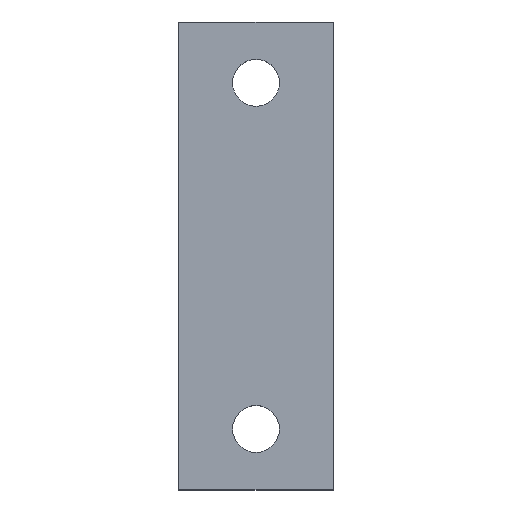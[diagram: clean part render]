
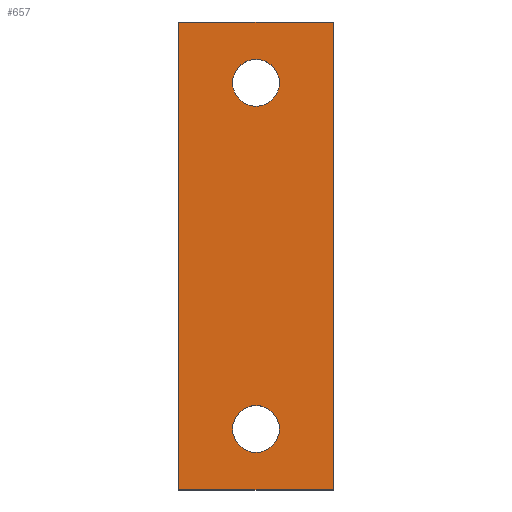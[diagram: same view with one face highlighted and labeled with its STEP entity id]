
A CAD part, top view. The second image highlights one B-rep face of the part: STEP entity #657.
In plain terms, the highlighted planar face has unit normal (0, 0, 1).
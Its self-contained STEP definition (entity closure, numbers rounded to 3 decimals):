
#7 = CARTESIAN_POINT ( 'NONE',  ( -2.724, 28.407, 11.655 ) ) ;
#20 = DIRECTION ( 'NONE',  ( 0., -1., 0. ) ) ;
#30 = CARTESIAN_POINT ( 'NONE',  ( -2.724, -8.593, 11.655 ) ) ;
#46 = EDGE_CURVE ( 'NONE', #732, #205, #460, .T. ) ;
#51 = CARTESIAN_POINT ( 'NONE',  ( -2.724, 28.407, 11.655 ) ) ;
#60 = VERTEX_POINT ( 'NONE', #121 ) ;
#70 = VERTEX_POINT ( 'NONE', #994 ) ;
#77 = EDGE_LOOP ( 'NONE', ( #969, #867 ) ) ;
#91 = AXIS2_PLACEMENT_3D ( 'NONE', #51, #739, #763 ) ;
#110 = ORIENTED_EDGE ( 'NONE', *, *, #945, .T. ) ;
#119 = EDGE_CURVE ( 'NONE', #70, #60, #339, .T. ) ;
#121 = CARTESIAN_POINT ( 'NONE',  ( -10.974, 34.907, 11.655 ) ) ;
#127 = EDGE_CURVE ( 'NONE', #837, #70, #682, .T. ) ;
#131 = CARTESIAN_POINT ( 'NONE',  ( -2.724, -8.593, 11.655 ) ) ;
#133 = VERTEX_POINT ( 'NONE', #409 ) ;
#147 = EDGE_CURVE ( 'NONE', #340, #837, #155, .T. ) ;
#155 = LINE ( 'NONE', #426, #217 ) ;
#159 = FACE_OUTER_BOUND ( 'NONE', #415, .T. ) ;
#190 = ORIENTED_EDGE ( 'NONE', *, *, #822, .F. ) ;
#205 = VERTEX_POINT ( 'NONE', #1034 ) ;
#216 = EDGE_LOOP ( 'NONE', ( #774, #190 ) ) ;
#217 = VECTOR ( 'NONE', #231, 1000. ) ;
#229 = CIRCLE ( 'NONE', #962, 2.5 ) ;
#231 = DIRECTION ( 'NONE',  ( 1., 0., 0. ) ) ;
#246 = ORIENTED_EDGE ( 'NONE', *, *, #127, .T. ) ;
#253 = ORIENTED_EDGE ( 'NONE', *, *, #119, .T. ) ;
#303 = DIRECTION ( 'NONE',  ( 0., 0., 1. ) ) ;
#339 = LINE ( 'NONE', #853, #439 ) ;
#340 = VERTEX_POINT ( 'NONE', #794 ) ;
#348 = CARTESIAN_POINT ( 'NONE',  ( -0.224, 28.407, 11.655 ) ) ;
#384 = CARTESIAN_POINT ( 'NONE',  ( -10.974, 34.907, 11.655 ) ) ;
#409 = CARTESIAN_POINT ( 'NONE',  ( -0.224, -8.593, 11.655 ) ) ;
#415 = EDGE_LOOP ( 'NONE', ( #110, #633, #246, #253 ) ) ;
#425 = CARTESIAN_POINT ( 'NONE',  ( 0., 0., 11.655 ) ) ;
#426 = CARTESIAN_POINT ( 'NONE',  ( -10.974, -15.093, 11.655 ) ) ;
#439 = VECTOR ( 'NONE', #517, 1000. ) ;
#460 = CIRCLE ( 'NONE', #91, 2.5 ) ;
#516 = FACE_BOUND ( 'NONE', #77, .T. ) ;
#517 = DIRECTION ( 'NONE',  ( -1., 0., 0. ) ) ;
#575 = DIRECTION ( 'NONE',  ( 1., 0., 0. ) ) ;
#596 = FACE_BOUND ( 'NONE', #216, .T. ) ;
#608 = AXIS2_PLACEMENT_3D ( 'NONE', #131, #303, #575 ) ;
#624 = DIRECTION ( 'NONE',  ( 0., 0., 1. ) ) ;
#633 = ORIENTED_EDGE ( 'NONE', *, *, #147, .T. ) ;
#638 = DIRECTION ( 'NONE',  ( 0., 0., 1. ) ) ;
#643 = CARTESIAN_POINT ( 'NONE',  ( 5.526, -15.093, 11.655 ) ) ;
#657 = ADVANCED_FACE ( 'NONE', ( #596, #159, #516 ), #864, .T. ) ;
#659 = DIRECTION ( 'NONE',  ( 1., 0., 0. ) ) ;
#682 = LINE ( 'NONE', #701, #741 ) ;
#685 = AXIS2_PLACEMENT_3D ( 'NONE', #425, #624, #1136 ) ;
#701 = CARTESIAN_POINT ( 'NONE',  ( 5.526, -15.093, 11.655 ) ) ;
#720 = EDGE_CURVE ( 'NONE', #205, #732, #796, .T. ) ;
#732 = VERTEX_POINT ( 'NONE', #348 ) ;
#735 = DIRECTION ( 'NONE',  ( 0., 0., 1. ) ) ;
#739 = DIRECTION ( 'NONE',  ( 0., 0., 1. ) ) ;
#741 = VECTOR ( 'NONE', #1030, 1000. ) ;
#763 = DIRECTION ( 'NONE',  ( 1., 0., 0. ) ) ;
#774 = ORIENTED_EDGE ( 'NONE', *, *, #884, .F. ) ;
#789 = CIRCLE ( 'NONE', #608, 2.5 ) ;
#794 = CARTESIAN_POINT ( 'NONE',  ( -10.974, -15.093, 11.655 ) ) ;
#796 = CIRCLE ( 'NONE', #1139, 2.5 ) ;
#822 = EDGE_CURVE ( 'NONE', #133, #1104, #789, .T. ) ;
#837 = VERTEX_POINT ( 'NONE', #643 ) ;
#853 = CARTESIAN_POINT ( 'NONE',  ( -10.974, 34.907, 11.655 ) ) ;
#864 = PLANE ( 'NONE',  #685 ) ;
#867 = ORIENTED_EDGE ( 'NONE', *, *, #46, .F. ) ;
#872 = CARTESIAN_POINT ( 'NONE',  ( -5.224, -8.593, 11.655 ) ) ;
#884 = EDGE_CURVE ( 'NONE', #1104, #133, #229, .T. ) ;
#945 = EDGE_CURVE ( 'NONE', #60, #340, #1076, .T. ) ;
#962 = AXIS2_PLACEMENT_3D ( 'NONE', #30, #735, #659 ) ;
#969 = ORIENTED_EDGE ( 'NONE', *, *, #720, .F. ) ;
#981 = VECTOR ( 'NONE', #20, 1000. ) ;
#994 = CARTESIAN_POINT ( 'NONE',  ( 5.526, 34.907, 11.655 ) ) ;
#1030 = DIRECTION ( 'NONE',  ( 0., 1., 0. ) ) ;
#1034 = CARTESIAN_POINT ( 'NONE',  ( -5.224, 28.407, 11.655 ) ) ;
#1044 = DIRECTION ( 'NONE',  ( 1., 0., 0. ) ) ;
#1076 = LINE ( 'NONE', #384, #981 ) ;
#1104 = VERTEX_POINT ( 'NONE', #872 ) ;
#1136 = DIRECTION ( 'NONE',  ( 1., 0., 0. ) ) ;
#1139 = AXIS2_PLACEMENT_3D ( 'NONE', #7, #638, #1044 ) ;
